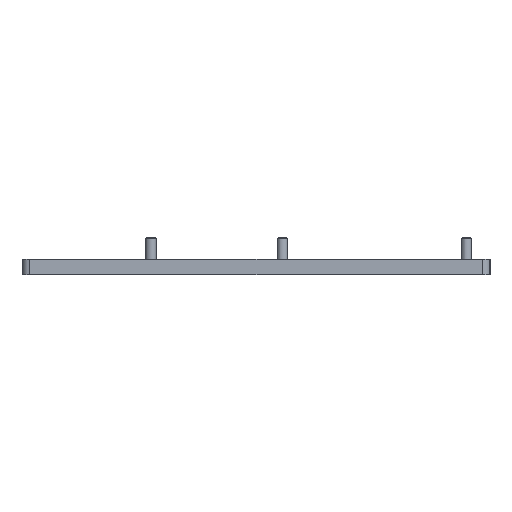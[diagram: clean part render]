
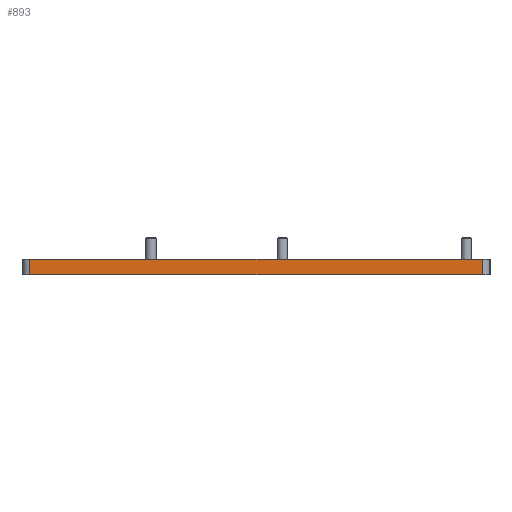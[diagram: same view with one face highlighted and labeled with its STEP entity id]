
A CAD part, left-side view. The second image highlights one B-rep face of the part: STEP entity #893.
In plain terms, the highlighted planar face has unit normal (-1, 0, 0).
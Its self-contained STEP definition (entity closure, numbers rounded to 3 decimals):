
#96 = ORIENTED_EDGE ( 'NONE', *, *, #3748, .F. ) ;
#156 = CARTESIAN_POINT ( 'NONE',  ( -222., 37.7, 6. ) ) ;
#188 = DIRECTION ( 'NONE',  ( 0., 0., -1. ) ) ;
#257 = VECTOR ( 'NONE', #1926, 1000. ) ;
#349 = AXIS2_PLACEMENT_3D ( 'NONE', #1356, #985, #188 ) ;
#390 = EDGE_LOOP ( 'NONE', ( #2269, #2169, #96, #3089 ) ) ;
#412 = VECTOR ( 'NONE', #1643, 1000. ) ;
#477 = PLANE ( 'NONE',  #349 ) ;
#583 = EDGE_CURVE ( 'NONE', #3365, #3289, #1376, .T. ) ;
#722 = FACE_OUTER_BOUND ( 'NONE', #390, .T. ) ;
#803 = CARTESIAN_POINT ( 'NONE',  ( -222., -134.3, 6. ) ) ;
#887 = LINE ( 'NONE', #3272, #2130 ) ;
#893 = ADVANCED_FACE ( 'NONE', ( #722 ), #477, .F. ) ;
#920 = VECTOR ( 'NONE', #2248, 1000. ) ;
#985 = DIRECTION ( 'NONE',  ( 1., 0., 0. ) ) ;
#1203 = CARTESIAN_POINT ( 'NONE',  ( -222., -134.3, 6. ) ) ;
#1356 = CARTESIAN_POINT ( 'NONE',  ( -222., -134.3, 6. ) ) ;
#1376 = LINE ( 'NONE', #803, #412 ) ;
#1440 = CARTESIAN_POINT ( 'NONE',  ( -222., -134.3, 6. ) ) ;
#1503 = VERTEX_POINT ( 'NONE', #1526 ) ;
#1526 = CARTESIAN_POINT ( 'NONE',  ( -222., 37.7, 0. ) ) ;
#1638 = CARTESIAN_POINT ( 'NONE',  ( -222., 37.7, 6. ) ) ;
#1643 = DIRECTION ( 'NONE',  ( 0., 0., -1. ) ) ;
#1769 = DIRECTION ( 'NONE',  ( 0., -1., 0. ) ) ;
#1926 = DIRECTION ( 'NONE',  ( 0., 0., -1. ) ) ;
#2130 = VECTOR ( 'NONE', #1769, 1000. ) ;
#2169 = ORIENTED_EDGE ( 'NONE', *, *, #583, .F. ) ;
#2189 = LINE ( 'NONE', #1638, #257 ) ;
#2248 = DIRECTION ( 'NONE',  ( 0., -1., 0. ) ) ;
#2269 = ORIENTED_EDGE ( 'NONE', *, *, #2441, .T. ) ;
#2441 = EDGE_CURVE ( 'NONE', #1503, #3289, #887, .T. ) ;
#3011 = VERTEX_POINT ( 'NONE', #156 ) ;
#3089 = ORIENTED_EDGE ( 'NONE', *, *, #3707, .T. ) ;
#3187 = LINE ( 'NONE', #1440, #920 ) ;
#3248 = CARTESIAN_POINT ( 'NONE',  ( -222., -134.3, 0. ) ) ;
#3272 = CARTESIAN_POINT ( 'NONE',  ( -222., -134.3, 0. ) ) ;
#3289 = VERTEX_POINT ( 'NONE', #3248 ) ;
#3365 = VERTEX_POINT ( 'NONE', #1203 ) ;
#3707 = EDGE_CURVE ( 'NONE', #3011, #1503, #2189, .T. ) ;
#3748 = EDGE_CURVE ( 'NONE', #3011, #3365, #3187, .T. ) ;
